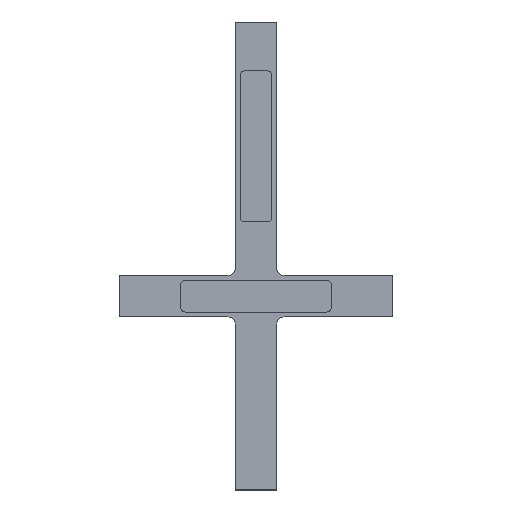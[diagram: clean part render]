
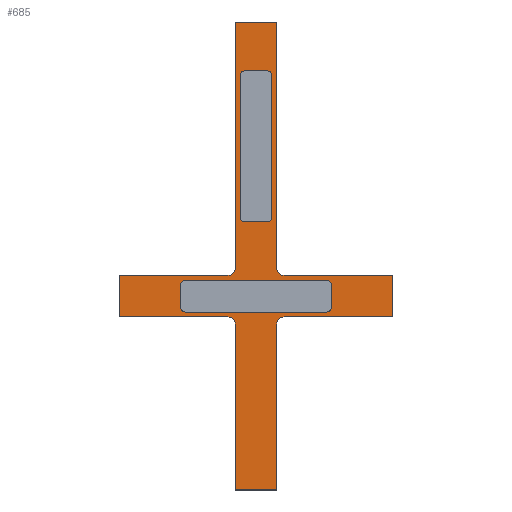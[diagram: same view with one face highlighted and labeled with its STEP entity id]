
A CAD part, top view. The second image highlights one B-rep face of the part: STEP entity #685.
In plain terms, the highlighted planar face has unit normal (0, 0, 1).
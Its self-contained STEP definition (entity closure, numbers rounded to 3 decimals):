
#19=FACE_BOUND('',#116,.T.);
#20=FACE_BOUND('',#117,.T.);
#43=PLANE('',#760);
#79=FACE_OUTER_BOUND('',#115,.T.);
#115=EDGE_LOOP('',(#591,#592,#593,#594,#595,#596,#597,#598,#599,#600,#601,
#602,#603,#604,#605,#606));
#116=EDGE_LOOP('',(#607,#608,#609,#610,#611,#612,#613,#614));
#117=EDGE_LOOP('',(#615,#616,#617,#618,#619,#620,#621,#622));
#121=LINE('',#974,#193);
#126=LINE('',#989,#198);
#131=LINE('',#1004,#203);
#136=LINE('',#1019,#208);
#143=LINE('',#1037,#215);
#147=LINE('',#1049,#219);
#151=LINE('',#1061,#223);
#158=LINE('',#1084,#230);
#164=LINE('',#1105,#236);
#167=LINE('',#1113,#239);
#169=LINE('',#1118,#241);
#170=LINE('',#1120,#242);
#173=LINE('',#1126,#245);
#174=LINE('',#1128,#246);
#178=LINE('',#1135,#250);
#179=LINE('',#1137,#251);
#183=LINE('',#1144,#255);
#184=LINE('',#1146,#256);
#188=LINE('',#1153,#260);
#189=LINE('',#1155,#261);
#193=VECTOR('',#777,10.);
#198=VECTOR('',#790,10.);
#203=VECTOR('',#803,10.);
#208=VECTOR('',#816,10.);
#215=VECTOR('',#831,10.);
#219=VECTOR('',#843,10.);
#223=VECTOR('',#855,10.);
#230=VECTOR('',#878,10.);
#236=VECTOR('',#898,10.);
#239=VECTOR('',#907,10.);
#241=VECTOR('',#915,10.);
#242=VECTOR('',#918,10.);
#245=VECTOR('',#923,10.);
#246=VECTOR('',#926,10.);
#250=VECTOR('',#932,10.);
#251=VECTOR('',#935,10.);
#255=VECTOR('',#941,10.);
#256=VECTOR('',#944,10.);
#260=VECTOR('',#950,10.);
#261=VECTOR('',#953,10.);
#263=CIRCLE('',#703,1.5);
#265=CIRCLE('',#707,1.5);
#267=CIRCLE('',#711,1.5);
#269=CIRCLE('',#715,1.5);
#272=CIRCLE('',#720,1.);
#274=CIRCLE('',#724,1.);
#276=CIRCLE('',#728,1.);
#278=CIRCLE('',#732,1.);
#280=CIRCLE('',#736,1.);
#282=CIRCLE('',#740,1.);
#285=CIRCLE('',#746,1.);
#286=CIRCLE('',#749,1.);
#287=VERTEX_POINT('',#964);
#288=VERTEX_POINT('',#965);
#291=VERTEX_POINT('',#973);
#293=VERTEX_POINT('',#979);
#294=VERTEX_POINT('',#980);
#297=VERTEX_POINT('',#988);
#299=VERTEX_POINT('',#994);
#300=VERTEX_POINT('',#995);
#303=VERTEX_POINT('',#1003);
#305=VERTEX_POINT('',#1009);
#306=VERTEX_POINT('',#1010);
#309=VERTEX_POINT('',#1018);
#313=VERTEX_POINT('',#1027);
#314=VERTEX_POINT('',#1029);
#316=VERTEX_POINT('',#1035);
#318=VERTEX_POINT('',#1041);
#320=VERTEX_POINT('',#1047);
#322=VERTEX_POINT('',#1053);
#324=VERTEX_POINT('',#1059);
#326=VERTEX_POINT('',#1065);
#329=VERTEX_POINT('',#1074);
#330=VERTEX_POINT('',#1076);
#332=VERTEX_POINT('',#1082);
#335=VERTEX_POINT('',#1089);
#336=VERTEX_POINT('',#1091);
#340=VERTEX_POINT('',#1104);
#341=VERTEX_POINT('',#1108);
#342=VERTEX_POINT('',#1112);
#344=VERTEX_POINT('',#1124);
#346=VERTEX_POINT('',#1133);
#348=VERTEX_POINT('',#1142);
#350=VERTEX_POINT('',#1151);
#351=EDGE_CURVE('',#287,#288,#263,.T.);
#355=EDGE_CURVE('',#291,#288,#121,.T.);
#358=EDGE_CURVE('',#293,#294,#265,.T.);
#362=EDGE_CURVE('',#297,#294,#126,.T.);
#365=EDGE_CURVE('',#299,#300,#267,.T.);
#369=EDGE_CURVE('',#303,#300,#131,.T.);
#372=EDGE_CURVE('',#305,#306,#269,.T.);
#376=EDGE_CURVE('',#306,#309,#136,.T.);
#381=EDGE_CURVE('',#313,#314,#272,.T.);
#385=EDGE_CURVE('',#313,#316,#143,.T.);
#388=EDGE_CURVE('',#318,#316,#274,.T.);
#391=EDGE_CURVE('',#318,#320,#147,.T.);
#394=EDGE_CURVE('',#322,#320,#276,.T.);
#397=EDGE_CURVE('',#322,#324,#151,.T.);
#400=EDGE_CURVE('',#326,#324,#278,.T.);
#404=EDGE_CURVE('',#329,#330,#280,.T.);
#408=EDGE_CURVE('',#329,#332,#158,.T.);
#411=EDGE_CURVE('',#335,#336,#282,.T.);
#418=EDGE_CURVE('',#340,#336,#164,.T.);
#420=EDGE_CURVE('',#340,#341,#285,.T.);
#422=EDGE_CURVE('',#342,#341,#167,.T.);
#424=EDGE_CURVE('',#342,#332,#286,.T.);
#425=EDGE_CURVE('',#335,#330,#169,.T.);
#426=EDGE_CURVE('',#326,#314,#170,.T.);
#429=EDGE_CURVE('',#287,#344,#173,.T.);
#430=EDGE_CURVE('',#309,#344,#174,.T.);
#434=EDGE_CURVE('',#346,#305,#178,.T.);
#435=EDGE_CURVE('',#303,#346,#179,.T.);
#439=EDGE_CURVE('',#348,#299,#183,.T.);
#440=EDGE_CURVE('',#297,#348,#184,.T.);
#444=EDGE_CURVE('',#350,#293,#188,.T.);
#445=EDGE_CURVE('',#350,#291,#189,.T.);
#591=ORIENTED_EDGE('',*,*,#445,.T.);
#592=ORIENTED_EDGE('',*,*,#355,.T.);
#593=ORIENTED_EDGE('',*,*,#351,.F.);
#594=ORIENTED_EDGE('',*,*,#429,.T.);
#595=ORIENTED_EDGE('',*,*,#430,.F.);
#596=ORIENTED_EDGE('',*,*,#376,.F.);
#597=ORIENTED_EDGE('',*,*,#372,.F.);
#598=ORIENTED_EDGE('',*,*,#434,.F.);
#599=ORIENTED_EDGE('',*,*,#435,.F.);
#600=ORIENTED_EDGE('',*,*,#369,.T.);
#601=ORIENTED_EDGE('',*,*,#365,.F.);
#602=ORIENTED_EDGE('',*,*,#439,.F.);
#603=ORIENTED_EDGE('',*,*,#440,.F.);
#604=ORIENTED_EDGE('',*,*,#362,.T.);
#605=ORIENTED_EDGE('',*,*,#358,.F.);
#606=ORIENTED_EDGE('',*,*,#444,.F.);
#607=ORIENTED_EDGE('',*,*,#418,.T.);
#608=ORIENTED_EDGE('',*,*,#411,.F.);
#609=ORIENTED_EDGE('',*,*,#425,.T.);
#610=ORIENTED_EDGE('',*,*,#404,.F.);
#611=ORIENTED_EDGE('',*,*,#408,.T.);
#612=ORIENTED_EDGE('',*,*,#424,.F.);
#613=ORIENTED_EDGE('',*,*,#422,.T.);
#614=ORIENTED_EDGE('',*,*,#420,.F.);
#615=ORIENTED_EDGE('',*,*,#397,.T.);
#616=ORIENTED_EDGE('',*,*,#400,.F.);
#617=ORIENTED_EDGE('',*,*,#426,.T.);
#618=ORIENTED_EDGE('',*,*,#381,.F.);
#619=ORIENTED_EDGE('',*,*,#385,.T.);
#620=ORIENTED_EDGE('',*,*,#388,.F.);
#621=ORIENTED_EDGE('',*,*,#391,.T.);
#622=ORIENTED_EDGE('',*,*,#394,.F.);
#685=ADVANCED_FACE('',(#79,#19,#20),#43,.T.);
#703=AXIS2_PLACEMENT_3D('',#966,#769,#770);
#707=AXIS2_PLACEMENT_3D('',#981,#782,#783);
#711=AXIS2_PLACEMENT_3D('',#996,#795,#796);
#715=AXIS2_PLACEMENT_3D('',#1011,#808,#809);
#720=AXIS2_PLACEMENT_3D('',#1030,#824,#825);
#724=AXIS2_PLACEMENT_3D('',#1043,#837,#838);
#728=AXIS2_PLACEMENT_3D('',#1055,#849,#850);
#732=AXIS2_PLACEMENT_3D('',#1067,#861,#862);
#736=AXIS2_PLACEMENT_3D('',#1077,#871,#872);
#740=AXIS2_PLACEMENT_3D('',#1092,#884,#885);
#746=AXIS2_PLACEMENT_3D('',#1109,#902,#903);
#749=AXIS2_PLACEMENT_3D('',#1116,#911,#912);
#760=AXIS2_PLACEMENT_3D('',#1157,#955,#956);
#769=DIRECTION('center_axis',(0.,0.,1.));
#770=DIRECTION('ref_axis',(-0.707,0.707,0.));
#777=DIRECTION('',(0.,1.,0.));
#782=DIRECTION('center_axis',(0.,0.,1.));
#783=DIRECTION('ref_axis',(0.707,0.707,0.));
#790=DIRECTION('',(1.,0.,0.));
#795=DIRECTION('center_axis',(0.,0.,1.));
#796=DIRECTION('ref_axis',(0.707,-0.707,0.));
#803=DIRECTION('',(0.,-1.,0.));
#808=DIRECTION('center_axis',(0.,0.,1.));
#809=DIRECTION('ref_axis',(-0.707,-0.707,0.));
#816=DIRECTION('',(1.,0.,0.));
#824=DIRECTION('center_axis',(0.,0.,1.));
#825=DIRECTION('ref_axis',(-0.707,-0.707,0.));
#831=DIRECTION('',(0.,1.,0.));
#837=DIRECTION('center_axis',(0.,0.,1.));
#838=DIRECTION('ref_axis',(-0.707,0.707,0.));
#843=DIRECTION('',(1.,0.,0.));
#849=DIRECTION('center_axis',(0.,0.,1.));
#850=DIRECTION('ref_axis',(0.707,0.707,0.));
#855=DIRECTION('',(0.,-1.,0.));
#861=DIRECTION('center_axis',(0.,0.,1.));
#862=DIRECTION('ref_axis',(0.707,-0.707,0.));
#871=DIRECTION('center_axis',(0.,0.,1.));
#872=DIRECTION('ref_axis',(-0.707,-0.707,0.));
#878=DIRECTION('',(0.,1.,0.));
#884=DIRECTION('center_axis',(0.,0.,1.));
#885=DIRECTION('ref_axis',(0.707,-0.707,0.));
#898=DIRECTION('',(0.,-1.,0.));
#902=DIRECTION('center_axis',(0.,0.,1.));
#903=DIRECTION('ref_axis',(0.707,0.707,0.));
#907=DIRECTION('',(1.,0.,0.));
#911=DIRECTION('center_axis',(0.,0.,1.));
#912=DIRECTION('ref_axis',(-0.707,0.707,0.));
#915=DIRECTION('',(-1.,0.,0.));
#918=DIRECTION('',(-1.,0.,0.));
#923=DIRECTION('',(1.,0.,0.));
#926=DIRECTION('',(0.,-1.,0.));
#932=DIRECTION('',(0.,-1.,0.));
#935=DIRECTION('',(1.,0.,0.));
#941=DIRECTION('',(1.,0.,0.));
#944=DIRECTION('',(0.,1.,0.));
#950=DIRECTION('',(0.,1.,0.));
#953=DIRECTION('',(1.,0.,0.));
#955=DIRECTION('center_axis',(0.,0.,1.));
#956=DIRECTION('ref_axis',(1.,0.,0.));
#964=CARTESIAN_POINT('',(33.75,0.,3.));
#965=CARTESIAN_POINT('',(32.25,-1.5,3.));
#966=CARTESIAN_POINT('Origin',(33.75,-1.5,3.));
#973=CARTESIAN_POINT('',(32.25,-35.5,3.));
#974=CARTESIAN_POINT('',(32.25,-35.5,3.));
#979=CARTESIAN_POINT('',(23.75,-1.5,3.));
#980=CARTESIAN_POINT('',(22.25,0.,3.));
#981=CARTESIAN_POINT('Origin',(22.25,-1.5,3.));
#988=CARTESIAN_POINT('',(0.,0.,3.));
#989=CARTESIAN_POINT('',(0.,0.,3.));
#994=CARTESIAN_POINT('',(22.25,8.5,3.));
#995=CARTESIAN_POINT('',(23.75,10.,3.));
#996=CARTESIAN_POINT('Origin',(22.25,10.,3.));
#1003=CARTESIAN_POINT('',(23.75,60.5,3.));
#1004=CARTESIAN_POINT('',(23.75,60.5,3.));
#1009=CARTESIAN_POINT('',(32.25,10.,3.));
#1010=CARTESIAN_POINT('',(33.75,8.5,3.));
#1011=CARTESIAN_POINT('Origin',(33.75,10.,3.));
#1018=CARTESIAN_POINT('',(56.,8.5,3.));
#1019=CARTESIAN_POINT('',(32.25,8.5,3.));
#1027=CARTESIAN_POINT('',(24.75,20.5,3.));
#1029=CARTESIAN_POINT('',(25.75,19.5,3.));
#1030=CARTESIAN_POINT('Origin',(25.75,20.5,3.));
#1035=CARTESIAN_POINT('',(24.75,49.5,3.));
#1037=CARTESIAN_POINT('',(24.75,16.,3.));
#1041=CARTESIAN_POINT('',(25.75,50.5,3.));
#1043=CARTESIAN_POINT('Origin',(25.75,49.5,3.));
#1047=CARTESIAN_POINT('',(30.25,50.5,3.));
#1049=CARTESIAN_POINT('',(26.375,50.5,3.));
#1053=CARTESIAN_POINT('',(31.25,49.5,3.));
#1055=CARTESIAN_POINT('Origin',(30.25,49.5,3.));
#1059=CARTESIAN_POINT('',(31.25,20.5,3.));
#1061=CARTESIAN_POINT('',(31.25,31.5,3.));
#1065=CARTESIAN_POINT('',(30.25,19.5,3.));
#1067=CARTESIAN_POINT('Origin',(30.25,20.5,3.));
#1074=CARTESIAN_POINT('',(12.5,2.,3.));
#1076=CARTESIAN_POINT('',(13.5,1.,3.));
#1077=CARTESIAN_POINT('Origin',(13.5,2.,3.));
#1082=CARTESIAN_POINT('',(12.5,6.5,3.));
#1084=CARTESIAN_POINT('',(12.5,6.75,3.));
#1089=CARTESIAN_POINT('',(42.5,1.,3.));
#1091=CARTESIAN_POINT('',(43.5,2.,3.));
#1092=CARTESIAN_POINT('Origin',(42.5,2.,3.));
#1104=CARTESIAN_POINT('',(43.5,6.5,3.));
#1105=CARTESIAN_POINT('',(43.5,10.,3.));
#1108=CARTESIAN_POINT('',(42.5,7.5,3.));
#1109=CARTESIAN_POINT('Origin',(42.5,6.5,3.));
#1112=CARTESIAN_POINT('',(13.5,7.5,3.));
#1113=CARTESIAN_POINT('',(20.25,7.5,3.));
#1116=CARTESIAN_POINT('Origin',(13.5,6.5,3.));
#1118=CARTESIAN_POINT('',(35.75,1.,3.));
#1120=CARTESIAN_POINT('',(29.625,19.5,3.));
#1124=CARTESIAN_POINT('',(56.,0.,3.));
#1126=CARTESIAN_POINT('',(32.25,0.,3.));
#1128=CARTESIAN_POINT('',(56.,8.5,3.));
#1133=CARTESIAN_POINT('',(32.25,60.5,3.));
#1135=CARTESIAN_POINT('',(32.25,60.5,3.));
#1137=CARTESIAN_POINT('',(23.75,60.5,3.));
#1142=CARTESIAN_POINT('',(0.,8.5,3.));
#1144=CARTESIAN_POINT('',(0.,8.5,3.));
#1146=CARTESIAN_POINT('',(0.,0.,3.));
#1151=CARTESIAN_POINT('',(23.75,-35.5,3.));
#1153=CARTESIAN_POINT('',(23.75,-35.5,3.));
#1155=CARTESIAN_POINT('',(23.75,-35.5,3.));
#1157=CARTESIAN_POINT('Origin',(28.,12.5,3.));
